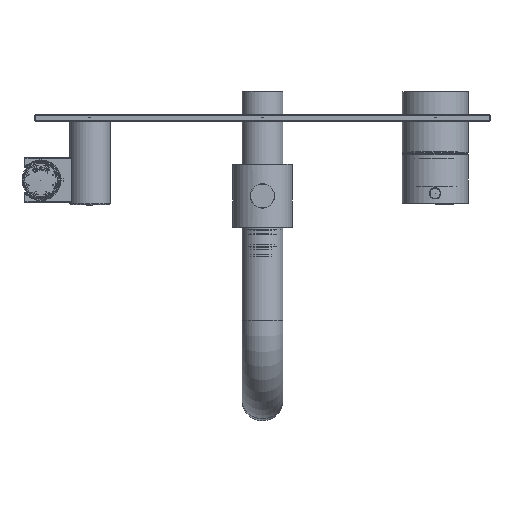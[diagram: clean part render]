
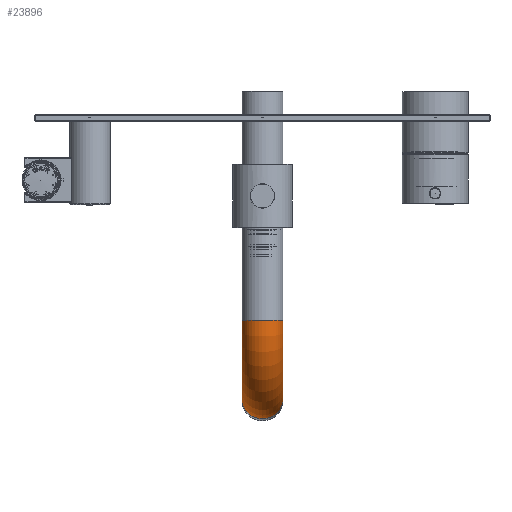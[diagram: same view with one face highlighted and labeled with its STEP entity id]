
A CAD part, front view. The second image highlights one B-rep face of the part: STEP entity #23896.
In plain terms, the highlighted toroidal (fillet/blend) face has major radius 50 mm and minor radius 13 mm.
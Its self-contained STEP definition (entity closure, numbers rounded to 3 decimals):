
#3480=TOROIDAL_SURFACE('',#25472,50.,13.);
#5669=ORIENTED_EDGE('',*,*,#10838,.F.);
#5670=ORIENTED_EDGE('',*,*,#10839,.T.);
#10838=EDGE_CURVE('',#13582,#13582,#15281,.T.);
#10839=EDGE_CURVE('',#13583,#13583,#15282,.T.);
#13582=VERTEX_POINT('',#37943);
#13583=VERTEX_POINT('',#37946);
#15281=CIRCLE('',#25471,13.);
#15282=CIRCLE('',#25473,13.);
#16600=EDGE_LOOP('',(#5669));
#16601=EDGE_LOOP('',(#5670));
#18635=FACE_BOUND('',#16600,.T.);
#18636=FACE_BOUND('',#16601,.T.);
#23896=ADVANCED_FACE('',(#18635,#18636),#3480,.T.);
#25471=AXIS2_PLACEMENT_3D('',#37942,#28394,#28395);
#25472=AXIS2_PLACEMENT_3D('',#37944,#28396,#28397);
#25473=AXIS2_PLACEMENT_3D('',#37945,#28398,#28399);
#28394=DIRECTION('',(0.087,-0.996,0.));
#28395=DIRECTION('',(0.,0.,-1.));
#28396=DIRECTION('',(0.,0.,-1.));
#28397=DIRECTION('',(-1.,0.,0.));
#28398=DIRECTION('',(1.,0.,0.));
#28399=DIRECTION('',(0.,0.,-1.));
#37942=CARTESIAN_POINT('',(109.81,-45.642,0.));
#37943=CARTESIAN_POINT('',(109.81,-45.642,-13.));
#37944=CARTESIAN_POINT('',(60.,-50.,0.));
#37945=CARTESIAN_POINT('',(60.,0.,0.));
#37946=CARTESIAN_POINT('',(60.,0.,-13.));
